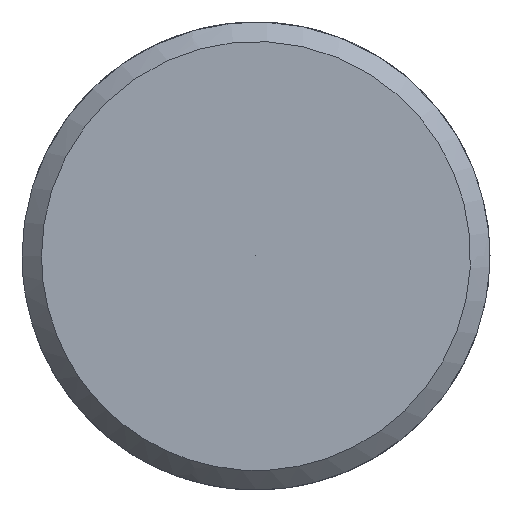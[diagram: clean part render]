
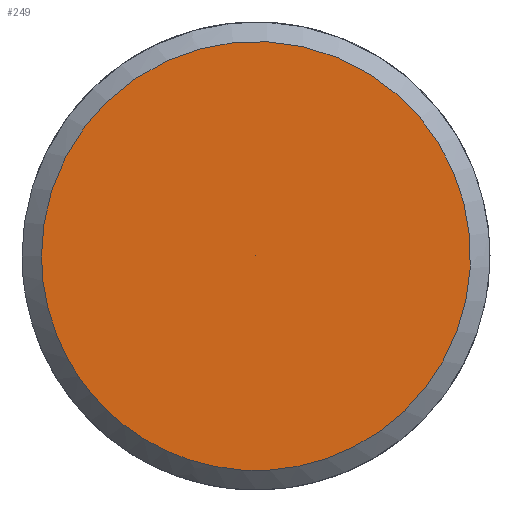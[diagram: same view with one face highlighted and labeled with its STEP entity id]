
A CAD part, left-side view. The second image highlights one B-rep face of the part: STEP entity #249.
In plain terms, the highlighted free-form (B-spline) face has degree [5, 1] with [6, 2] control points.
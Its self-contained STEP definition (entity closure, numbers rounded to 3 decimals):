
#215 = CARTESIAN_POINT ('', (-50., 0., 0.));
#216 = VERTEX_POINT ('', #215);
#217 = CARTESIAN_POINT ('', (-50., 2.75, 0.));
#218 = VERTEX_POINT ('', #217);
#219 = CARTESIAN_POINT ('', (-50., 0., 0.));
#220 = CARTESIAN_POINT ('', (-50., 2.75, 0.));
#221 = B_SPLINE_CURVE_WITH_KNOTS ('', 1, (#219, #220), .UNSPECIFIED., .F., .U., (2, 2), (0., 1.), .UNSPECIFIED.);
#222 = EDGE_CURVE ('', #216, #218, #221, .T.);
#223 = ORIENTED_EDGE ('', *, *, #222, .F.);
#224 = ORIENTED_EDGE ('', *, *, #222, .T.);
#225 = CARTESIAN_POINT ('', (-50., 2.75, 0.));
#226 = CARTESIAN_POINT ('', (-50., 2.75, 11.));
#227 = CARTESIAN_POINT ('', (-50., -8.25, 5.5));
#228 = CARTESIAN_POINT ('', (-50., -8.25, -5.5));
#229 = CARTESIAN_POINT ('', (-50., 2.75, -11.));
#230 = CARTESIAN_POINT ('', (-50., 2.75, 0.));
#231 = (
   BOUNDED_CURVE ()
   B_SPLINE_CURVE (5, (#225, #226, #227, #228, #229, #230), .UNSPECIFIED., .T., .U.)
   B_SPLINE_CURVE_WITH_KNOTS ((6, 6), (0., 1.), .UNSPECIFIED.)
   CURVE ()
   GEOMETRIC_REPRESENTATION_ITEM ()
   RATIONAL_B_SPLINE_CURVE ((5., 1., 1., 1., 1., 5.))
   REPRESENTATION_ITEM ('')
);
#232 = EDGE_CURVE ('', #218, #218, #231, .T.);
#233 = ORIENTED_EDGE ('', *, *, #232, .F.);
#234 = EDGE_LOOP ('', (#223, #224, #233));
#235 = FACE_OUTER_BOUND ('', #234, .T.);
#236 = CARTESIAN_POINT ('', (-50., 0., 0.));
#237 = CARTESIAN_POINT ('', (-50., 2.75, 0.));
#238 = CARTESIAN_POINT ('', (-50., 0., 0.));
#239 = CARTESIAN_POINT ('', (-50., 2.75, 11.));
#240 = CARTESIAN_POINT ('', (-50., 0., 0.));
#241 = CARTESIAN_POINT ('', (-50., -8.25, 5.5));
#242 = CARTESIAN_POINT ('', (-50., 0., 0.));
#243 = CARTESIAN_POINT ('', (-50., -8.25, -5.5));
#244 = CARTESIAN_POINT ('', (-50., 0., 0.));
#245 = CARTESIAN_POINT ('', (-50., 2.75, -11.));
#246 = CARTESIAN_POINT ('', (-50., 0., 0.));
#247 = CARTESIAN_POINT ('', (-50., 2.75, 0.));
#248 = (
   BOUNDED_SURFACE ()
   B_SPLINE_SURFACE (5, 1, ((#236, #237), (#238, #239), (#240, #241), (#242, #243), (#244, #245), (#246, #247)), .UNSPECIFIED., .T., .F., .U.)
   B_SPLINE_SURFACE_WITH_KNOTS ((6, 6), (2, 2), (0., 1.), (0., 1.), .UNSPECIFIED.)
   SURFACE ()
   GEOMETRIC_REPRESENTATION_ITEM ()
   RATIONAL_B_SPLINE_SURFACE (((5., 5.), (1., 1.), (1., 1.), (1., 1.), (1., 1.), (5., 5.)))
   REPRESENTATION_ITEM ('')
);
#249 = ADVANCED_FACE ('', (#235), #248, .T.);
